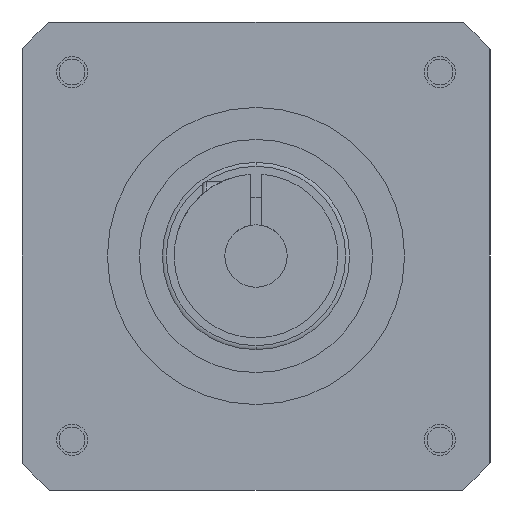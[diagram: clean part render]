
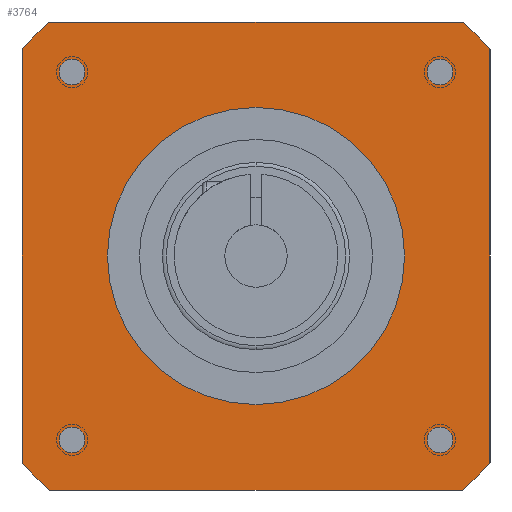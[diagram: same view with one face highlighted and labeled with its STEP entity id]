
A CAD part, left-side view. The second image highlights one B-rep face of the part: STEP entity #3764.
In plain terms, the highlighted planar face has unit normal (-1, 0, 0).
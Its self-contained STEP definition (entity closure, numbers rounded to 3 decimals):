
#933=CARTESIAN_POINT('',(-106.5,0.,0.));
#934=DIRECTION('',(-1.,0.,0.));
#935=DIRECTION('',(0.,-0.661,-0.75));
#936=AXIS2_PLACEMENT_3D('',#933,#934,#935);
#938=DIRECTION('',(0.,-1.,0.));
#939=VECTOR('',#938,52.915);
#940=CARTESIAN_POINT('',(-106.5,26.458,-30.));
#941=LINE('',#940,#939);
#942=CARTESIAN_POINT('',(-106.5,0.,0.));
#943=DIRECTION('',(-1.,0.,0.));
#944=DIRECTION('',(0.,0.75,-0.661));
#945=AXIS2_PLACEMENT_3D('',#942,#943,#944);
#947=DIRECTION('',(0.,0.,-1.));
#948=VECTOR('',#947,52.915);
#949=CARTESIAN_POINT('',(-106.5,30.,26.458));
#950=LINE('',#949,#948);
#951=CARTESIAN_POINT('',(-106.5,0.,0.));
#952=DIRECTION('',(-1.,0.,0.));
#953=DIRECTION('',(0.,0.661,0.75));
#954=AXIS2_PLACEMENT_3D('',#951,#952,#953);
#956=DIRECTION('',(0.,1.,0.));
#957=VECTOR('',#956,52.915);
#958=CARTESIAN_POINT('',(-106.5,-26.458,30.));
#959=LINE('',#958,#957);
#960=CARTESIAN_POINT('',(-106.5,0.,0.));
#961=DIRECTION('',(-1.,0.,0.));
#962=DIRECTION('',(0.,-0.75,0.661));
#963=AXIS2_PLACEMENT_3D('',#960,#961,#962);
#965=DIRECTION('',(0.,0.,1.));
#966=VECTOR('',#965,52.915);
#967=CARTESIAN_POINT('',(-106.5,-30.,-26.458));
#968=LINE('',#967,#966);
#969=CARTESIAN_POINT('',(-106.5,0.,0.));
#970=DIRECTION('',(1.,0.,0.));
#971=DIRECTION('',(0.,0.,-1.));
#972=AXIS2_PLACEMENT_3D('',#969,#970,#971);
#974=CARTESIAN_POINT('',(-106.5,0.,0.));
#975=DIRECTION('',(1.,0.,0.));
#976=DIRECTION('',(0.,0.,1.));
#977=AXIS2_PLACEMENT_3D('',#974,#975,#976);
#979=CARTESIAN_POINT('',(-106.5,-23.582,-23.582));
#980=DIRECTION('',(-1.,0.,0.));
#981=DIRECTION('',(0.,1.,0.));
#982=AXIS2_PLACEMENT_3D('',#979,#980,#981);
#984=CARTESIAN_POINT('',(-106.5,-23.582,-23.582));
#985=DIRECTION('',(-1.,0.,0.));
#986=DIRECTION('',(0.,-1.,0.));
#987=AXIS2_PLACEMENT_3D('',#984,#985,#986);
#989=CARTESIAN_POINT('',(-106.5,23.582,-23.582));
#990=DIRECTION('',(-1.,0.,0.));
#991=DIRECTION('',(0.,1.,0.));
#992=AXIS2_PLACEMENT_3D('',#989,#990,#991);
#994=CARTESIAN_POINT('',(-106.5,23.582,-23.582));
#995=DIRECTION('',(-1.,0.,0.));
#996=DIRECTION('',(0.,-1.,0.));
#997=AXIS2_PLACEMENT_3D('',#994,#995,#996);
#999=CARTESIAN_POINT('',(-106.5,23.582,23.582));
#1000=DIRECTION('',(-1.,0.,0.));
#1001=DIRECTION('',(0.,1.,0.));
#1002=AXIS2_PLACEMENT_3D('',#999,#1000,#1001);
#1004=CARTESIAN_POINT('',(-106.5,23.582,23.582));
#1005=DIRECTION('',(-1.,0.,0.));
#1006=DIRECTION('',(0.,-1.,0.));
#1007=AXIS2_PLACEMENT_3D('',#1004,#1005,#1006);
#1009=CARTESIAN_POINT('',(-106.5,-23.582,23.582));
#1010=DIRECTION('',(-1.,0.,0.));
#1011=DIRECTION('',(0.,1.,0.));
#1012=AXIS2_PLACEMENT_3D('',#1009,#1010,#1011);
#1014=CARTESIAN_POINT('',(-106.5,-23.582,23.582));
#1015=DIRECTION('',(-1.,0.,0.));
#1016=DIRECTION('',(0.,-1.,0.));
#1017=AXIS2_PLACEMENT_3D('',#1014,#1015,#1016);
#1981=CARTESIAN_POINT('',(-106.5,-26.458,-30.));
#1982=CARTESIAN_POINT('',(-106.5,-30.,-26.458));
#1983=VERTEX_POINT('',#1981);
#1984=VERTEX_POINT('',#1982);
#1985=CARTESIAN_POINT('',(-106.5,-30.,26.458));
#1986=VERTEX_POINT('',#1985);
#1987=CARTESIAN_POINT('',(-106.5,-26.458,30.));
#1988=VERTEX_POINT('',#1987);
#1989=CARTESIAN_POINT('',(-106.5,26.458,30.));
#1990=VERTEX_POINT('',#1989);
#1991=CARTESIAN_POINT('',(-106.5,30.,26.458));
#1992=VERTEX_POINT('',#1991);
#1993=CARTESIAN_POINT('',(-106.5,30.,-26.458));
#1994=VERTEX_POINT('',#1993);
#1995=CARTESIAN_POINT('',(-106.5,26.458,-30.));
#1996=VERTEX_POINT('',#1995);
#2017=CARTESIAN_POINT('',(-106.5,0.,-19.05));
#2018=CARTESIAN_POINT('',(-106.5,0.,19.05));
#2019=VERTEX_POINT('',#2017);
#2020=VERTEX_POINT('',#2018);
#2037=CARTESIAN_POINT('',(-106.5,-21.932,-23.582));
#2038=CARTESIAN_POINT('',(-106.5,-25.232,-23.582));
#2039=VERTEX_POINT('',#2037);
#2040=VERTEX_POINT('',#2038);
#2041=CARTESIAN_POINT('',(-106.5,25.232,-23.582));
#2042=CARTESIAN_POINT('',(-106.5,21.932,-23.582));
#2043=VERTEX_POINT('',#2041);
#2044=VERTEX_POINT('',#2042);
#2045=CARTESIAN_POINT('',(-106.5,25.232,23.582));
#2046=CARTESIAN_POINT('',(-106.5,21.932,23.582));
#2047=VERTEX_POINT('',#2045);
#2048=VERTEX_POINT('',#2046);
#2049=CARTESIAN_POINT('',(-106.5,-21.932,23.582));
#2050=CARTESIAN_POINT('',(-106.5,-25.232,23.582));
#2051=VERTEX_POINT('',#2049);
#2052=VERTEX_POINT('',#2050);
#3719=CARTESIAN_POINT('',(-106.5,0.,0.));
#3720=DIRECTION('',(-1.,0.,0.));
#3721=DIRECTION('',(0.,1.,0.));
#3722=AXIS2_PLACEMENT_3D('',#3719,#3720,#3721);
#3723=PLANE('',#3722);
#3724=ORIENTED_EDGE('',*,*,#3609,.F.);
#3725=ORIENTED_EDGE('',*,*,#3624,.F.);
#3726=ORIENTED_EDGE('',*,*,#3638,.F.);
#3727=ORIENTED_EDGE('',*,*,#3652,.F.);
#3728=ORIENTED_EDGE('',*,*,#3672,.F.);
#3729=ORIENTED_EDGE('',*,*,#3686,.F.);
#3730=ORIENTED_EDGE('',*,*,#3700,.F.);
#3731=ORIENTED_EDGE('',*,*,#3713,.F.);
#3732=EDGE_LOOP('',(#3724,#3725,#3726,#3727,#3728,#3729,#3730,#3731));
#3733=FACE_OUTER_BOUND('',#3732,.F.);
#3735=ORIENTED_EDGE('',*,*,#3734,.F.);
#3737=ORIENTED_EDGE('',*,*,#3736,.F.);
#3738=EDGE_LOOP('',(#3735,#3737));
#3739=FACE_BOUND('',#3738,.F.);
#3741=ORIENTED_EDGE('',*,*,#3740,.T.);
#3743=ORIENTED_EDGE('',*,*,#3742,.T.);
#3744=EDGE_LOOP('',(#3741,#3743));
#3745=FACE_BOUND('',#3744,.F.);
#3747=ORIENTED_EDGE('',*,*,#3746,.T.);
#3749=ORIENTED_EDGE('',*,*,#3748,.T.);
#3750=EDGE_LOOP('',(#3747,#3749));
#3751=FACE_BOUND('',#3750,.F.);
#3753=ORIENTED_EDGE('',*,*,#3752,.T.);
#3755=ORIENTED_EDGE('',*,*,#3754,.T.);
#3756=EDGE_LOOP('',(#3753,#3755));
#3757=FACE_BOUND('',#3756,.F.);
#3759=ORIENTED_EDGE('',*,*,#3758,.T.);
#3761=ORIENTED_EDGE('',*,*,#3760,.T.);
#3762=EDGE_LOOP('',(#3759,#3761));
#3763=FACE_BOUND('',#3762,.F.);
#937=CIRCLE('',#936,40.);
#946=CIRCLE('',#945,40.);
#955=CIRCLE('',#954,40.);
#964=CIRCLE('',#963,40.);
#973=CIRCLE('',#972,19.05);
#978=CIRCLE('',#977,19.05);
#983=CIRCLE('',#982,1.65);
#988=CIRCLE('',#987,1.65);
#993=CIRCLE('',#992,1.65);
#998=CIRCLE('',#997,1.65);
#1003=CIRCLE('',#1002,1.65);
#1008=CIRCLE('',#1007,1.65);
#1013=CIRCLE('',#1012,1.65);
#1018=CIRCLE('',#1017,1.65);
#3609=EDGE_CURVE('',#1983,#1984,#937,.T.);
#3624=EDGE_CURVE('',#1996,#1983,#941,.T.);
#3638=EDGE_CURVE('',#1994,#1996,#946,.T.);
#3652=EDGE_CURVE('',#1992,#1994,#950,.T.);
#3672=EDGE_CURVE('',#1990,#1992,#955,.T.);
#3686=EDGE_CURVE('',#1988,#1990,#959,.T.);
#3700=EDGE_CURVE('',#1986,#1988,#964,.T.);
#3713=EDGE_CURVE('',#1984,#1986,#968,.T.);
#3734=EDGE_CURVE('',#2019,#2020,#973,.T.);
#3736=EDGE_CURVE('',#2020,#2019,#978,.T.);
#3740=EDGE_CURVE('',#2039,#2040,#983,.T.);
#3742=EDGE_CURVE('',#2040,#2039,#988,.T.);
#3746=EDGE_CURVE('',#2043,#2044,#993,.T.);
#3748=EDGE_CURVE('',#2044,#2043,#998,.T.);
#3752=EDGE_CURVE('',#2047,#2048,#1003,.T.);
#3754=EDGE_CURVE('',#2048,#2047,#1008,.T.);
#3758=EDGE_CURVE('',#2051,#2052,#1013,.T.);
#3760=EDGE_CURVE('',#2052,#2051,#1018,.T.);
#3764=ADVANCED_FACE('',(#3733,#3739,#3745,#3751,#3757,#3763),#3723,.T.);
